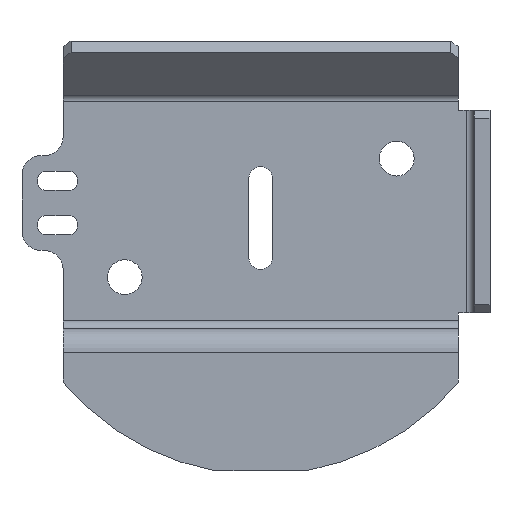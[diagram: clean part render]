
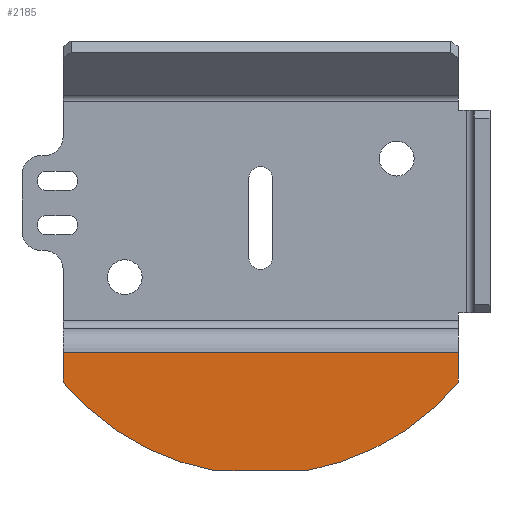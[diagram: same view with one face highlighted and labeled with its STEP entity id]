
A CAD part, front view. The second image highlights one B-rep face of the part: STEP entity #2185.
In plain terms, the highlighted planar face has unit normal (0, -1, 0).
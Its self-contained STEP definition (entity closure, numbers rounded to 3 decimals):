
#680=DIRECTION('',(-1.,0.,0.));
#681=VECTOR('',#680,25.);
#682=CARTESIAN_POINT('',(12.5,-7.5,-8.5));
#683=LINE('',#682,#681);
#698=CARTESIAN_POINT('',(0.,-7.5,0.));
#699=DIRECTION('',(0.,1.,0.));
#700=DIRECTION('',(0.769,0.,-0.639));
#701=AXIS2_PLACEMENT_3D('',#698,#699,#700);
#703=DIRECTION('',(1.,0.,0.));
#704=VECTOR('',#703,5.679);
#705=CARTESIAN_POINT('',(-2.839,-7.5,-16.));
#706=LINE('',#705,#704);
#707=CARTESIAN_POINT('',(0.,-7.5,0.));
#708=DIRECTION('',(0.,1.,0.));
#709=DIRECTION('',(-0.175,0.,-0.985));
#710=AXIS2_PLACEMENT_3D('',#707,#708,#709);
#712=DIRECTION('',(0.,0.,-1.));
#713=VECTOR('',#712,1.883);
#714=CARTESIAN_POINT('',(-12.5,-7.5,-8.5));
#715=LINE('',#714,#713);
#716=DIRECTION('',(0.,0.,1.));
#717=VECTOR('',#716,1.883);
#718=CARTESIAN_POINT('',(12.5,-7.5,-10.383));
#719=LINE('',#718,#717);
#958=CARTESIAN_POINT('',(12.5,-7.5,-8.5));
#959=CARTESIAN_POINT('',(-12.5,-7.5,-8.5));
#960=VERTEX_POINT('',#958);
#961=VERTEX_POINT('',#959);
#974=CARTESIAN_POINT('',(12.5,-7.5,-10.383));
#975=CARTESIAN_POINT('',(2.839,-7.5,-16.));
#976=VERTEX_POINT('',#974);
#977=VERTEX_POINT('',#975);
#978=CARTESIAN_POINT('',(-2.839,-7.5,-16.));
#979=CARTESIAN_POINT('',(-12.5,-7.5,-10.383));
#980=VERTEX_POINT('',#978);
#981=VERTEX_POINT('',#979);
#2167=CARTESIAN_POINT('',(-12.5,-7.5,-7.));
#2168=DIRECTION('',(0.,-1.,0.));
#2169=DIRECTION('',(-1.,0.,0.));
#2170=AXIS2_PLACEMENT_3D('',#2167,#2168,#2169);
#2171=PLANE('',#2170);
#2173=ORIENTED_EDGE('',*,*,#2172,.T.);
#2175=ORIENTED_EDGE('',*,*,#2174,.F.);
#2177=ORIENTED_EDGE('',*,*,#2176,.T.);
#2179=ORIENTED_EDGE('',*,*,#2178,.F.);
#2180=ORIENTED_EDGE('',*,*,#2157,.F.);
#2182=ORIENTED_EDGE('',*,*,#2181,.F.);
#2183=EDGE_LOOP('',(#2173,#2175,#2177,#2179,#2180,#2182));
#2184=FACE_OUTER_BOUND('',#2183,.F.);
#2185=ADVANCED_FACE('',(#2184),#2171,.T.);
#702=CIRCLE('',#701,16.25);
#711=CIRCLE('',#710,16.25);
#2157=EDGE_CURVE('',#960,#961,#683,.T.);
#2172=EDGE_CURVE('',#976,#977,#702,.T.);
#2174=EDGE_CURVE('',#980,#977,#706,.T.);
#2176=EDGE_CURVE('',#980,#981,#711,.T.);
#2178=EDGE_CURVE('',#961,#981,#715,.T.);
#2181=EDGE_CURVE('',#976,#960,#719,.T.);
